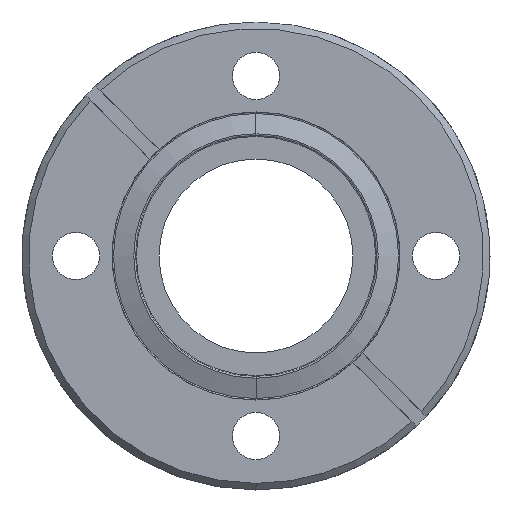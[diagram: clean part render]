
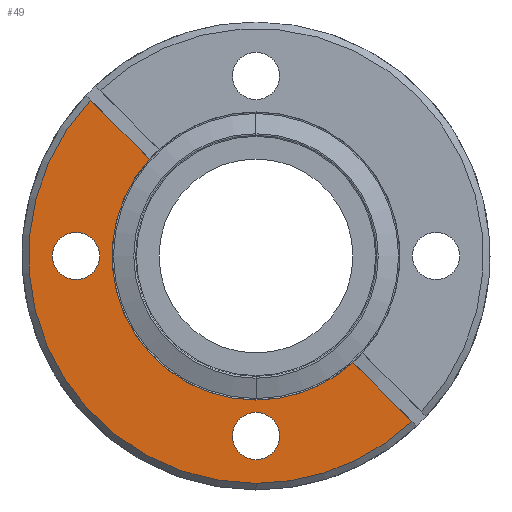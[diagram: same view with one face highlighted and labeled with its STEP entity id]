
A CAD part, left-side view. The second image highlights one B-rep face of the part: STEP entity #49.
In plain terms, the highlighted planar face has unit normal (-1, 0, 0).
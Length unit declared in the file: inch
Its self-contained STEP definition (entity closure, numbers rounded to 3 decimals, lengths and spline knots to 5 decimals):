
#49 = ADVANCED_FACE ( 'NONE', ( #359, #684, #918 ), #1127, .F. ) ;
#56 = EDGE_CURVE ( 'NONE', #604, #1431, #1292, .T. ) ;
#80 = VERTEX_POINT ( 'NONE', #843 ) ;
#116 = VERTEX_POINT ( 'NONE', #1171 ) ;
#133 = ORIENTED_EDGE ( 'NONE', *, *, #1305, .F. ) ;
#169 = DIRECTION ( 'NONE',  ( 0., 0., 1. ) ) ;
#172 = VERTEX_POINT ( 'NONE', #376 ) ;
#186 = ORIENTED_EDGE ( 'NONE', *, *, #637, .F. ) ;
#202 = ORIENTED_EDGE ( 'NONE', *, *, #1430, .F. ) ;
#210 = DIRECTION ( 'NONE',  ( -1., 0., 0. ) ) ;
#212 = DIRECTION ( 'NONE',  ( -1., 0., 0. ) ) ;
#225 = EDGE_LOOP ( 'NONE', ( #317, #1187 ) ) ;
#236 = EDGE_CURVE ( 'NONE', #1143, #116, #989, .T. ) ;
#308 = AXIS2_PLACEMENT_3D ( 'NONE', #345, #813, #1251 ) ;
#317 = ORIENTED_EDGE ( 'NONE', *, *, #1175, .F. ) ;
#345 = CARTESIAN_POINT ( 'NONE',  ( 0., 0.65, 0. ) ) ;
#348 = AXIS2_PLACEMENT_3D ( 'NONE', #1441, #1081, #1217 ) ;
#359 = FACE_BOUND ( 'NONE', #1137, .T. ) ;
#376 = CARTESIAN_POINT ( 'NONE',  ( 0., 0., -0.919 ) ) ;
#379 = CIRCLE ( 'NONE', #835, 1.026 ) ;
#393 = CARTESIAN_POINT ( 'NONE',  ( 0., 0.74708, 0.70324 ) ) ;
#432 = DIRECTION ( 'NONE',  ( 0., 0., 1. ) ) ;
#504 = EDGE_CURVE ( 'NONE', #644, #604, #902, .T. ) ;
#510 = DIRECTION ( 'NONE',  ( 0., 0., 1. ) ) ;
#530 = CARTESIAN_POINT ( 'NONE',  ( 0., 0.40142, 0.35758 ) ) ;
#556 = DIRECTION ( 'NONE',  ( 0., 0., -1. ) ) ;
#596 = DIRECTION ( 'NONE',  ( 0., 0., 1. ) ) ;
#604 = VERTEX_POINT ( 'NONE', #1403 ) ;
#622 = CARTESIAN_POINT ( 'NONE',  ( 0., 0., -0.8125 ) ) ;
#625 = DIRECTION ( 'NONE',  ( 0., 0.707, 0.707 ) ) ;
#637 = EDGE_CURVE ( 'NONE', #116, #1143, #1203, .T. ) ;
#643 = LINE ( 'NONE', #530, #1153 ) ;
#644 = VERTEX_POINT ( 'NONE', #1043 ) ;
#675 = DIRECTION ( 'NONE',  ( 0., 0., 1. ) ) ;
#684 = FACE_BOUND ( 'NONE', #225, .T. ) ;
#704 = ORIENTED_EDGE ( 'NONE', *, *, #1072, .T. ) ;
#705 = DIRECTION ( 'NONE',  ( -1., 0., 0. ) ) ;
#757 = DIRECTION ( 'NONE',  ( -1., 0., 0. ) ) ;
#787 = CIRCLE ( 'NONE', #905, 0.1065 ) ;
#794 = VERTEX_POINT ( 'NONE', #1446 ) ;
#813 = DIRECTION ( 'NONE',  ( 1., 0., 0. ) ) ;
#835 = AXIS2_PLACEMENT_3D ( 'NONE', #1029, #1038, #1168 ) ;
#843 = CARTESIAN_POINT ( 'NONE',  ( 0., 0.48102, 0.43718 ) ) ;
#871 = CARTESIAN_POINT ( 'NONE',  ( 0., 0.8125, -0.1065 ) ) ;
#883 = CIRCLE ( 'NONE', #1090, 0.1065 ) ;
#902 = CIRCLE ( 'NONE', #1150, 1.026 ) ;
#905 = AXIS2_PLACEMENT_3D ( 'NONE', #1233, #210, #675 ) ;
#918 = FACE_OUTER_BOUND ( 'NONE', #1230, .T. ) ;
#935 = EDGE_CURVE ( 'NONE', #172, #1122, #787, .T. ) ;
#961 = ORIENTED_EDGE ( 'NONE', *, *, #504, .T. ) ;
#978 = CARTESIAN_POINT ( 'NONE',  ( 0., -0.43718, -0.48102 ) ) ;
#989 = CIRCLE ( 'NONE', #348, 0.1065 ) ;
#996 = AXIS2_PLACEMENT_3D ( 'NONE', #1311, #1442, #432 ) ;
#1029 = CARTESIAN_POINT ( 'NONE',  ( 0., 0., 0. ) ) ;
#1038 = DIRECTION ( 'NONE',  ( -1., 0., 0. ) ) ;
#1043 = CARTESIAN_POINT ( 'NONE',  ( 0., 0., -1.026 ) ) ;
#1068 = CARTESIAN_POINT ( 'NONE',  ( 0., 0., 0. ) ) ;
#1071 = CARTESIAN_POINT ( 'NONE',  ( 0., 0., -0.706 ) ) ;
#1072 = EDGE_CURVE ( 'NONE', #1235, #644, #379, .T. ) ;
#1081 = DIRECTION ( 'NONE',  ( -1., 0., 0. ) ) ;
#1090 = AXIS2_PLACEMENT_3D ( 'NONE', #622, #757, #510 ) ;
#1122 = VERTEX_POINT ( 'NONE', #1071 ) ;
#1127 = PLANE ( 'NONE',  #308 ) ;
#1137 = EDGE_LOOP ( 'NONE', ( #186, #1236 ) ) ;
#1143 = VERTEX_POINT ( 'NONE', #871 ) ;
#1150 = AXIS2_PLACEMENT_3D ( 'NONE', #1224, #212, #556 ) ;
#1153 = VECTOR ( 'NONE', #1327, 39.37008 ) ;
#1168 = DIRECTION ( 'NONE',  ( 0., 0., -1. ) ) ;
#1171 = CARTESIAN_POINT ( 'NONE',  ( 0., 0.8125, 0.1065 ) ) ;
#1175 = EDGE_CURVE ( 'NONE', #1122, #172, #883, .T. ) ;
#1187 = ORIENTED_EDGE ( 'NONE', *, *, #935, .F. ) ;
#1197 = ORIENTED_EDGE ( 'NONE', *, *, #56, .T. ) ;
#1203 = CIRCLE ( 'NONE', #1323, 0.1065 ) ;
#1217 = DIRECTION ( 'NONE',  ( 0., 0., 1. ) ) ;
#1224 = CARTESIAN_POINT ( 'NONE',  ( 0., 0., 0. ) ) ;
#1230 = EDGE_LOOP ( 'NONE', ( #1197, #133, #1253, #202, #704, #961 ) ) ;
#1233 = CARTESIAN_POINT ( 'NONE',  ( 0., 0., -0.8125 ) ) ;
#1235 = VERTEX_POINT ( 'NONE', #393 ) ;
#1236 = ORIENTED_EDGE ( 'NONE', *, *, #236, .F. ) ;
#1248 = CIRCLE ( 'NONE', #1474, 0.65 ) ;
#1251 = DIRECTION ( 'NONE',  ( 0., 0., -1. ) ) ;
#1253 = ORIENTED_EDGE ( 'NONE', *, *, #1379, .F. ) ;
#1257 = CARTESIAN_POINT ( 'NONE',  ( 0., 0.8125, 0. ) ) ;
#1258 = CARTESIAN_POINT ( 'NONE',  ( 0., -0.35758, -0.40142 ) ) ;
#1259 = DIRECTION ( 'NONE',  ( -1., 0., 0. ) ) ;
#1292 = LINE ( 'NONE', #1258, #1467 ) ;
#1305 = EDGE_CURVE ( 'NONE', #794, #1431, #1248, .T. ) ;
#1311 = CARTESIAN_POINT ( 'NONE',  ( 0., 0., 0. ) ) ;
#1323 = AXIS2_PLACEMENT_3D ( 'NONE', #1257, #705, #169 ) ;
#1327 = DIRECTION ( 'NONE',  ( 0., -0.707, -0.707 ) ) ;
#1379 = EDGE_CURVE ( 'NONE', #80, #794, #1450, .T. ) ;
#1403 = CARTESIAN_POINT ( 'NONE',  ( 0., -0.70324, -0.74708 ) ) ;
#1430 = EDGE_CURVE ( 'NONE', #1235, #80, #643, .T. ) ;
#1431 = VERTEX_POINT ( 'NONE', #978 ) ;
#1441 = CARTESIAN_POINT ( 'NONE',  ( 0., 0.8125, 0. ) ) ;
#1442 = DIRECTION ( 'NONE',  ( -1., 0., 0. ) ) ;
#1446 = CARTESIAN_POINT ( 'NONE',  ( 0., 0., -0.65 ) ) ;
#1450 = CIRCLE ( 'NONE', #996, 0.65 ) ;
#1467 = VECTOR ( 'NONE', #625, 39.37008 ) ;
#1474 = AXIS2_PLACEMENT_3D ( 'NONE', #1068, #1259, #596 ) ;
